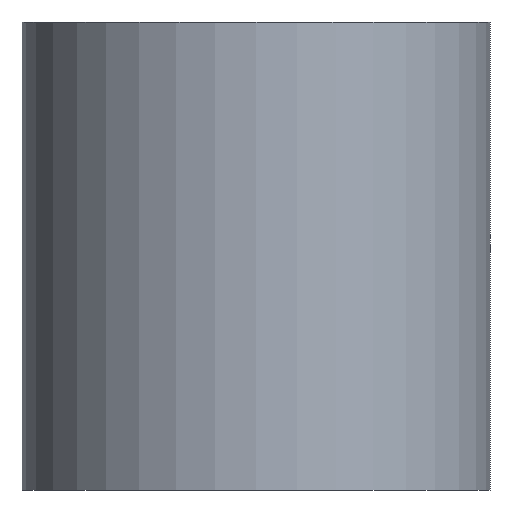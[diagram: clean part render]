
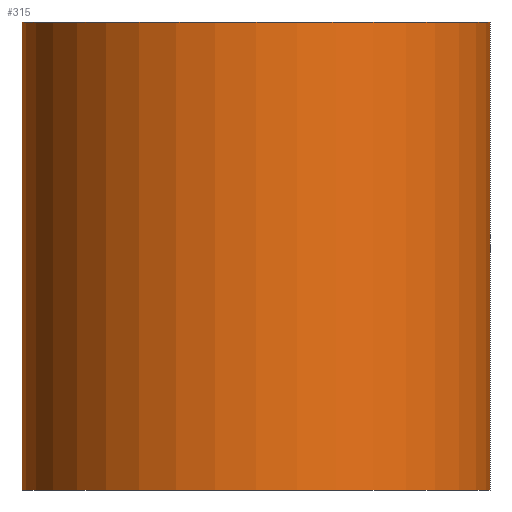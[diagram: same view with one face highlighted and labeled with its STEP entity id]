
A CAD part, front view. The second image highlights one B-rep face of the part: STEP entity #315.
In plain terms, the highlighted cylindrical face has radius 16 mm (diameter 32 mm), a partial arc.
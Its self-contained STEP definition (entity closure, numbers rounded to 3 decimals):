
#6 = CIRCLE ( 'NONE', #64, 16. ) ;
#8 = EDGE_CURVE ( 'NONE', #229, #58, #24, .T. ) ;
#24 = CIRCLE ( 'NONE', #52, 16. ) ;
#26 = VERTEX_POINT ( 'NONE', #241 ) ;
#33 = VERTEX_POINT ( 'NONE', #242 ) ;
#34 = DIRECTION ( 'NONE',  ( 0., 0., 1. ) ) ;
#36 = DIRECTION ( 'NONE',  ( 1., 0., 0. ) ) ;
#52 = AXIS2_PLACEMENT_3D ( 'NONE', #314, #34, #36 ) ;
#58 = VERTEX_POINT ( 'NONE', #116 ) ;
#64 = AXIS2_PLACEMENT_3D ( 'NONE', #175, #222, #297 ) ;
#69 = LINE ( 'NONE', #96, #156 ) ;
#75 = CARTESIAN_POINT ( 'NONE',  ( 0., 0., 40. ) ) ;
#96 = CARTESIAN_POINT ( 'NONE',  ( -16., 0., 40. ) ) ;
#101 = CYLINDRICAL_SURFACE ( 'NONE', #195, 16. ) ;
#116 = CARTESIAN_POINT ( 'NONE',  ( 16., 0., 32. ) ) ;
#146 = EDGE_CURVE ( 'NONE', #26, #58, #220, .T. ) ;
#155 = DIRECTION ( 'NONE',  ( 0., 0., 1. ) ) ;
#156 = VECTOR ( 'NONE', #274, 1000. ) ;
#157 = EDGE_CURVE ( 'NONE', #33, #26, #6, .T. ) ;
#160 = EDGE_LOOP ( 'NONE', ( #270, #209, #257, #307 ) ) ;
#175 = CARTESIAN_POINT ( 'NONE',  ( 0., 0., 0. ) ) ;
#195 = AXIS2_PLACEMENT_3D ( 'NONE', #75, #204, #300 ) ;
#198 = EDGE_CURVE ( 'NONE', #33, #229, #69, .T. ) ;
#204 = DIRECTION ( 'NONE',  ( 0., 0., 1. ) ) ;
#209 = ORIENTED_EDGE ( 'NONE', *, *, #157, .T. ) ;
#219 = VECTOR ( 'NONE', #155, 1000. ) ;
#220 = LINE ( 'NONE', #322, #219 ) ;
#222 = DIRECTION ( 'NONE',  ( 0., 0., 1. ) ) ;
#227 = FACE_OUTER_BOUND ( 'NONE', #160, .T. ) ;
#229 = VERTEX_POINT ( 'NONE', #279 ) ;
#241 = CARTESIAN_POINT ( 'NONE',  ( 16., 0., 0. ) ) ;
#242 = CARTESIAN_POINT ( 'NONE',  ( -16., 0., 0. ) ) ;
#257 = ORIENTED_EDGE ( 'NONE', *, *, #146, .T. ) ;
#270 = ORIENTED_EDGE ( 'NONE', *, *, #198, .F. ) ;
#274 = DIRECTION ( 'NONE',  ( 0., 0., 1. ) ) ;
#279 = CARTESIAN_POINT ( 'NONE',  ( -16., 0., 32. ) ) ;
#297 = DIRECTION ( 'NONE',  ( 1., 0., 0. ) ) ;
#300 = DIRECTION ( 'NONE',  ( 1., 0., 0. ) ) ;
#307 = ORIENTED_EDGE ( 'NONE', *, *, #8, .F. ) ;
#314 = CARTESIAN_POINT ( 'NONE',  ( 0., 0., 32. ) ) ;
#315 = ADVANCED_FACE ( 'NONE', ( #227 ), #101, .T. ) ;
#322 = CARTESIAN_POINT ( 'NONE',  ( 16., 0., 40. ) ) ;
